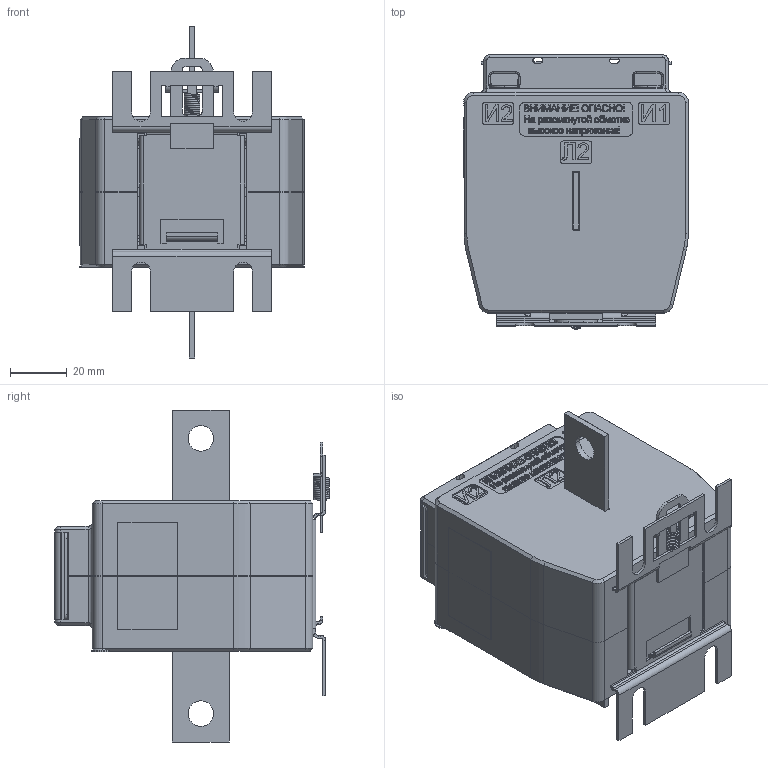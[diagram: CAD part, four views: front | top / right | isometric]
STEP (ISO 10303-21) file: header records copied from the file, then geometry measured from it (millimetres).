
FILE_DESCRIPTION (( 'STEP AP214' ), '1' );
FILE_NAME ('ﾒﾎﾏ-0,66-I.STEP', '2021-01-11T08:46:30', ( '' ), ( '' ), 'SwSTEP 2.0', 'SolidWorks 2010', '' );
FILE_SCHEMA (( 'AUTOMOTIVE_DESIGN' ));
Length unit declared in the file: millimetre
Products named in the file (1): ﾒﾎﾏ-0,66-I
Bounding box: 79.34 x 96.75 x 117 mm (x, y, z)
Surface area: 46925.3 mm2 (no closed solid volume)
Topology: 0 solids, 21 shells, 1832 faces, 5909 edges, 4036 vertices
Faces by surface type: plane 1095, bspline 507, cylinder 180, torus 28, cone 20, sphere 2
Entity records: 116537 total; most frequent: CARTESIAN_POINT 48713, ORIENTED_EDGE 10247, DIRECTION 7796, EDGE_CURVE 5909, VECTOR 4200, LINE 4200, VERTEX_POINT 4036, EDGE_LOOP 2059
